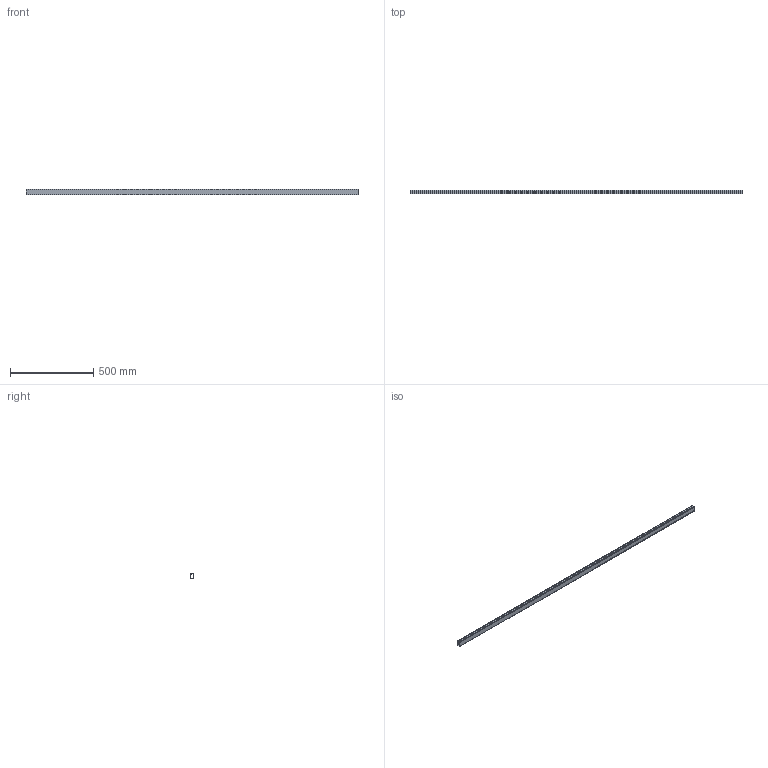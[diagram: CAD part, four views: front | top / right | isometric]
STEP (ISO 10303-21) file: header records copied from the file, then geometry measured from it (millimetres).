
FILE_DESCRIPTION (( 'STEP AP214' ), '1' );
FILE_NAME ('LCSR20x35-G_3D.step', '2024-10-28T19:57:55', ( '' ), ( '' ), 'SwSTEP 2.0', 'SolidWorks 2022', '' );
FILE_SCHEMA (( 'AUTOMOTIVE_DESIGN' ));
Length unit declared in the file: inch
Products named in the file (1): LCSR20x35-G_3D
Bounding box: 2000 x 20.9 x 33.6 mm (x, y, z)
Volume: 384927.3 mm3; surface area: 592024.7 mm2
Topology: 2 solids, 2 shells, 47 faces, 129 edges, 86 vertices
Faces by surface type: plane 40, cylinder 7
Entity records: 1528 total; most frequent: CARTESIAN_POINT 263, ORIENTED_EDGE 258, DIRECTION 239, EDGE_CURVE 129, LINE 115, VECTOR 115, VERTEX_POINT 86, AXIS2_PLACEMENT_3D 62
